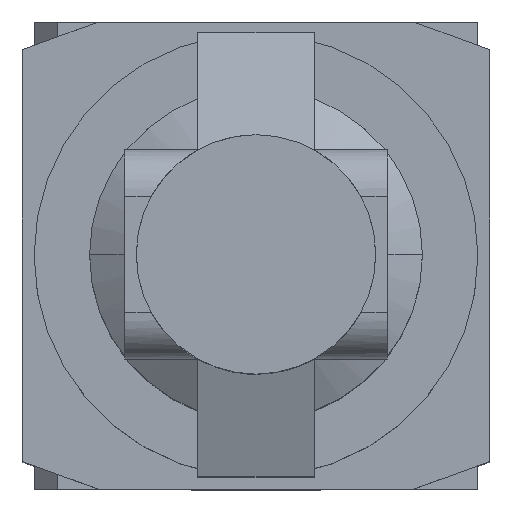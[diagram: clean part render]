
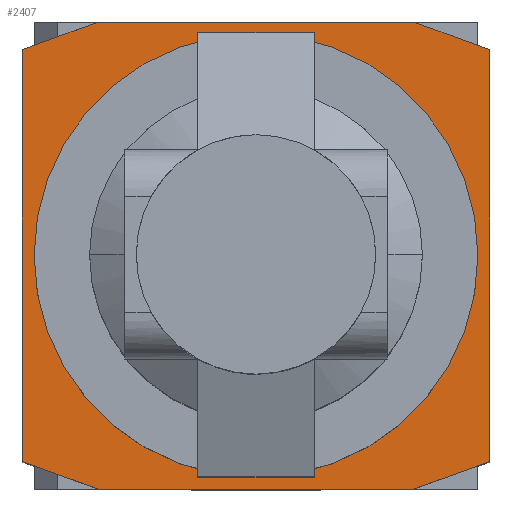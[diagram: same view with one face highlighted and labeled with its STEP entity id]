
A CAD part, top view. The second image highlights one B-rep face of the part: STEP entity #2407.
In plain terms, the highlighted planar face has unit normal (0, 0, 1).
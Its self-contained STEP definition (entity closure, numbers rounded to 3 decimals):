
#1859=CARTESIAN_POINT('',(-19.0,0.,34.0));
#1860=VERTEX_POINT('',#1859);
#1869=CARTESIAN_POINT('',(19.0,0.,34.0));
#1870=VERTEX_POINT('',#1869);
#1871=CARTESIAN_POINT('',(0.0,0.0,34.0));
#1872=DIRECTION('',(0.0,0.0,-1.0));
#1873=DIRECTION('',(-1.0,0.0,0.0));
#1874=AXIS2_PLACEMENT_3D('',#1871,#1872,#1873);
#1875=CIRCLE('',#1874,19.0);
#1876=EDGE_CURVE('',#1870,#1860,#1875,.T.);
#2326=CARTESIAN_POINT('',(0.,0.,34.0));
#2327=DIRECTION('',(0.0,0.0,1.0));
#2328=DIRECTION('',(1.0,0.0,0.0));
#2329=AXIS2_PLACEMENT_3D('',#2326,#2327,#2328);
#2330=PLANE('',#2329);
#2331=CARTESIAN_POINT('',(-13.5,-20.0,34.0));
#2332=VERTEX_POINT('',#2331);
#2333=CARTESIAN_POINT('',(-20.0,-17.634,34.0));
#2334=VERTEX_POINT('',#2333);
#2335=CARTESIAN_POINT('',(-13.5,-20.0,34.0));
#2336=DIRECTION('',(-0.94,0.342,0.0));
#2337=VECTOR('',#2336,6.917);
#2338=LINE('',#2335,#2337);
#2339=EDGE_CURVE('',#2332,#2334,#2338,.T.);
#2340=ORIENTED_EDGE('',*,*,#2339,.F.);
#2341=CARTESIAN_POINT('',(13.5,-20.0,34.0));
#2342=VERTEX_POINT('',#2341);
#2343=CARTESIAN_POINT('',(13.5,-20.0,34.0));
#2344=DIRECTION('',(-1.0,0.0,0.0));
#2345=VECTOR('',#2344,27.);
#2346=LINE('',#2343,#2345);
#2347=EDGE_CURVE('',#2342,#2332,#2346,.T.);
#2348=ORIENTED_EDGE('',*,*,#2347,.F.);
#2349=CARTESIAN_POINT('',(20.0,-17.634,34.0));
#2350=VERTEX_POINT('',#2349);
#2351=CARTESIAN_POINT('',(20.0,-17.634,34.0));
#2352=DIRECTION('',(-0.94,-0.342,0.0));
#2353=VECTOR('',#2352,6.917);
#2354=LINE('',#2351,#2353);
#2355=EDGE_CURVE('',#2350,#2342,#2354,.T.);
#2356=ORIENTED_EDGE('',*,*,#2355,.F.);
#2357=CARTESIAN_POINT('',(20.0,17.634,34.0));
#2358=VERTEX_POINT('',#2357);
#2359=CARTESIAN_POINT('',(20.0,17.634,34.0));
#2360=DIRECTION('',(0.0,-1.0,0.0));
#2361=VECTOR('',#2360,35.268);
#2362=LINE('',#2359,#2361);
#2363=EDGE_CURVE('',#2358,#2350,#2362,.T.);
#2364=ORIENTED_EDGE('',*,*,#2363,.F.);
#2365=CARTESIAN_POINT('',(13.5,20.0,34.0));
#2366=VERTEX_POINT('',#2365);
#2367=CARTESIAN_POINT('',(13.5,20.0,34.0));
#2368=DIRECTION('',(0.94,-0.342,0.0));
#2369=VECTOR('',#2368,6.917);
#2370=LINE('',#2367,#2369);
#2371=EDGE_CURVE('',#2366,#2358,#2370,.T.);
#2372=ORIENTED_EDGE('',*,*,#2371,.F.);
#2373=CARTESIAN_POINT('',(-13.5,20.0,34.0));
#2374=VERTEX_POINT('',#2373);
#2375=CARTESIAN_POINT('',(-13.5,20.0,34.0));
#2376=DIRECTION('',(1.0,0.0,0.0));
#2377=VECTOR('',#2376,27.);
#2378=LINE('',#2375,#2377);
#2379=EDGE_CURVE('',#2374,#2366,#2378,.T.);
#2380=ORIENTED_EDGE('',*,*,#2379,.F.);
#2381=CARTESIAN_POINT('',(-20.0,17.634,34.0));
#2382=VERTEX_POINT('',#2381);
#2383=CARTESIAN_POINT('',(-20.0,17.634,34.0));
#2384=DIRECTION('',(0.94,0.342,0.0));
#2385=VECTOR('',#2384,6.917);
#2386=LINE('',#2383,#2385);
#2387=EDGE_CURVE('',#2382,#2374,#2386,.T.);
#2388=ORIENTED_EDGE('',*,*,#2387,.F.);
#2389=CARTESIAN_POINT('',(-20.0,-17.634,34.0));
#2390=DIRECTION('',(0.0,1.0,0.0));
#2391=VECTOR('',#2390,35.268);
#2392=LINE('',#2389,#2391);
#2393=EDGE_CURVE('',#2334,#2382,#2392,.T.);
#2394=ORIENTED_EDGE('',*,*,#2393,.F.);
#2395=EDGE_LOOP('',(#2340,#2348,#2356,#2364,#2372,#2380,#2388,#2394));
#2396=FACE_OUTER_BOUND('',#2395,.T.);
#2397=ORIENTED_EDGE('',*,*,#1876,.T.);
#2398=CARTESIAN_POINT('',(0.0,0.0,34.0));
#2399=DIRECTION('',(0.0,0.0,-1.0));
#2400=DIRECTION('',(-1.0,0.0,0.0));
#2401=AXIS2_PLACEMENT_3D('',#2398,#2399,#2400);
#2402=CIRCLE('',#2401,19.0);
#2403=EDGE_CURVE('',#1860,#1870,#2402,.T.);
#2404=ORIENTED_EDGE('',*,*,#2403,.T.);
#2405=EDGE_LOOP('',(#2397,#2404));
#2406=FACE_BOUND('',#2405,.T.);
#2407=ADVANCED_FACE('',(#2396,#2406),#2330,.T.);
